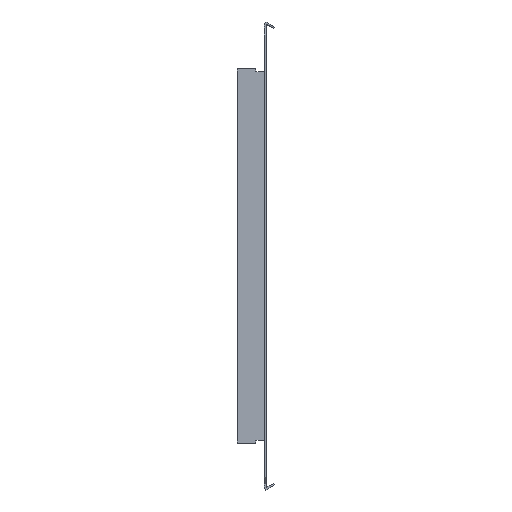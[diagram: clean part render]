
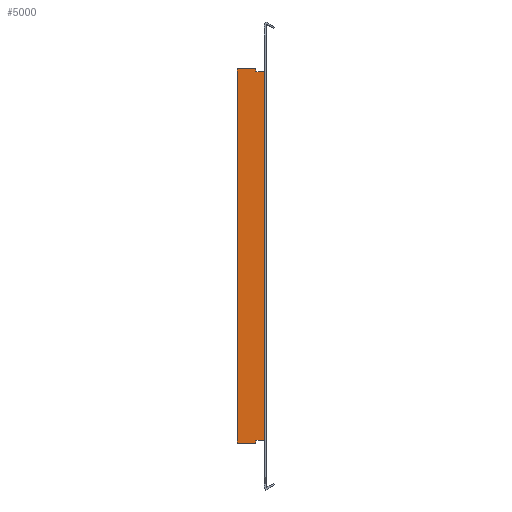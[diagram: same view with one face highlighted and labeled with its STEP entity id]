
A CAD part, left-side view. The second image highlights one B-rep face of the part: STEP entity #5000.
In plain terms, the highlighted planar face has unit normal (-1, 0, 0).
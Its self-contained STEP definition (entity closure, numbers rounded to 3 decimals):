
#216 = EDGE_CURVE ( 'NONE', #4538, #1044, #2642, .T. ) ;
#222 = VECTOR ( 'NONE', #2405, 1000. ) ;
#311 = VECTOR ( 'NONE', #4013, 1000. ) ;
#452 = CARTESIAN_POINT ( 'NONE',  ( 1.5, 21.5, 156.25 ) ) ;
#708 = LINE ( 'NONE', #7194, #7006 ) ;
#844 = VERTEX_POINT ( 'NONE', #2005 ) ;
#882 = CARTESIAN_POINT ( 'NONE',  ( 1.5, 5.75, 156.75 ) ) ;
#940 = ORIENTED_EDGE ( 'NONE', *, *, #1137, .F. ) ;
#944 = ORIENTED_EDGE ( 'NONE', *, *, #961, .F. ) ;
#961 = EDGE_CURVE ( 'NONE', #6210, #4538, #6236, .T. ) ;
#984 = VECTOR ( 'NONE', #1728, 1000. ) ;
#1031 = CARTESIAN_POINT ( 'NONE',  ( 1.5, 0., 156.25 ) ) ;
#1035 = CARTESIAN_POINT ( 'NONE',  ( 1.5, 0., 0. ) ) ;
#1044 = VERTEX_POINT ( 'NONE', #2371 ) ;
#1123 = CARTESIAN_POINT ( 'NONE',  ( 1.5, 21.5, -159.25 ) ) ;
#1137 = EDGE_CURVE ( 'NONE', #844, #2792, #708, .T. ) ;
#1168 = CARTESIAN_POINT ( 'NONE',  ( 1.5, 21.5, -156.25 ) ) ;
#1170 = DIRECTION ( 'NONE',  ( 0., 0., 1. ) ) ;
#1192 = VECTOR ( 'NONE', #2106, 1000. ) ;
#1194 = EDGE_CURVE ( 'NONE', #4266, #3331, #4339, .T. ) ;
#1207 = LINE ( 'NONE', #7032, #5151 ) ;
#1369 = CARTESIAN_POINT ( 'NONE',  ( 1.5, -1.5, 156.25 ) ) ;
#1402 = EDGE_CURVE ( 'NONE', #2078, #7576, #1207, .T. ) ;
#1410 = LINE ( 'NONE', #2631, #6285 ) ;
#1476 = ORIENTED_EDGE ( 'NONE', *, *, #5915, .F. ) ;
#1478 = DIRECTION ( 'NONE',  ( 0., 0., 1. ) ) ;
#1487 = DIRECTION ( 'NONE',  ( 0., 0., -1. ) ) ;
#1535 = ORIENTED_EDGE ( 'NONE', *, *, #216, .F. ) ;
#1612 = VECTOR ( 'NONE', #2186, 1000. ) ;
#1728 = DIRECTION ( 'NONE',  ( 0., 0., -1. ) ) ;
#1798 = LINE ( 'NONE', #7096, #2720 ) ;
#1891 = CARTESIAN_POINT ( 'NONE',  ( 1.5, 5.75, 156.75 ) ) ;
#2005 = CARTESIAN_POINT ( 'NONE',  ( 1.5, 5.75, -159.25 ) ) ;
#2078 = VERTEX_POINT ( 'NONE', #4993 ) ;
#2106 = DIRECTION ( 'NONE',  ( 0., 0., -1. ) ) ;
#2186 = DIRECTION ( 'NONE',  ( 0., 0., -1. ) ) ;
#2210 = VECTOR ( 'NONE', #1478, 1000. ) ;
#2211 = EDGE_CURVE ( 'NONE', #2440, #2792, #6853, .T. ) ;
#2242 = EDGE_CURVE ( 'NONE', #2078, #844, #6993, .T. ) ;
#2336 = VECTOR ( 'NONE', #5678, 1000. ) ;
#2371 = CARTESIAN_POINT ( 'NONE',  ( 1.5, -1.5, -156.25 ) ) ;
#2405 = DIRECTION ( 'NONE',  ( 0., 0., 1. ) ) ;
#2440 = VERTEX_POINT ( 'NONE', #7300 ) ;
#2631 = CARTESIAN_POINT ( 'NONE',  ( 1.5, 5.75, 156.75 ) ) ;
#2642 = LINE ( 'NONE', #4368, #1192 ) ;
#2720 = VECTOR ( 'NONE', #6451, 1000. ) ;
#2792 = VERTEX_POINT ( 'NONE', #1123 ) ;
#2921 = EDGE_LOOP ( 'NONE', ( #1476, #4795, #1535, #944, #6167, #5005, #5680, #5520, #7027, #3830, #6198, #940, #7399, #6421 ) ) ;
#2922 = EDGE_CURVE ( 'NONE', #6736, #4172, #6177, .T. ) ;
#3199 = EDGE_CURVE ( 'NONE', #3933, #6210, #3545, .T. ) ;
#3331 = VERTEX_POINT ( 'NONE', #6085 ) ;
#3378 = LINE ( 'NONE', #5069, #311 ) ;
#3400 = DIRECTION ( 'NONE',  ( -1., 0., 0. ) ) ;
#3419 = CARTESIAN_POINT ( 'NONE',  ( 1.5, 5.75, 0. ) ) ;
#3530 = DIRECTION ( 'NONE',  ( 0., 1., 0. ) ) ;
#3545 = LINE ( 'NONE', #5196, #6270 ) ;
#3830 = ORIENTED_EDGE ( 'NONE', *, *, #4066, .F. ) ;
#3885 = DIRECTION ( 'NONE',  ( 0., -1., 0. ) ) ;
#3933 = VERTEX_POINT ( 'NONE', #3946 ) ;
#3945 = CARTESIAN_POINT ( 'NONE',  ( 1.5, 21.5, -156.75 ) ) ;
#3946 = CARTESIAN_POINT ( 'NONE',  ( 1.5, 5.75, 156.25 ) ) ;
#4013 = DIRECTION ( 'NONE',  ( 0., -1., 0. ) ) ;
#4066 = EDGE_CURVE ( 'NONE', #2440, #6736, #4427, .T. ) ;
#4172 = VERTEX_POINT ( 'NONE', #4689 ) ;
#4266 = VERTEX_POINT ( 'NONE', #882 ) ;
#4339 = LINE ( 'NONE', #1891, #222 ) ;
#4368 = CARTESIAN_POINT ( 'NONE',  ( 1.5, -1.5, 0. ) ) ;
#4420 = EDGE_CURVE ( 'NONE', #4820, #1044, #1798, .T. ) ;
#4423 = DIRECTION ( 'NONE',  ( 0., -1., 0. ) ) ;
#4427 = LINE ( 'NONE', #452, #2336 ) ;
#4468 = FACE_OUTER_BOUND ( 'NONE', #2921, .T. ) ;
#4538 = VERTEX_POINT ( 'NONE', #1369 ) ;
#4539 = EDGE_CURVE ( 'NONE', #4266, #3933, #1410, .T. ) ;
#4565 = CARTESIAN_POINT ( 'NONE',  ( 1.5, -0.5, 156.25 ) ) ;
#4689 = CARTESIAN_POINT ( 'NONE',  ( 1.5, 21.5, 159.25 ) ) ;
#4795 = ORIENTED_EDGE ( 'NONE', *, *, #4420, .T. ) ;
#4820 = VERTEX_POINT ( 'NONE', #6310 ) ;
#4993 = CARTESIAN_POINT ( 'NONE',  ( 1.5, 5.75, -156.75 ) ) ;
#5000 = ADVANCED_FACE ( 'NONE', ( #4468 ), #6869, .T. ) ;
#5005 = ORIENTED_EDGE ( 'NONE', *, *, #4539, .F. ) ;
#5069 = CARTESIAN_POINT ( 'NONE',  ( 1.5, 0., 159.25 ) ) ;
#5151 = VECTOR ( 'NONE', #1170, 1000. ) ;
#5196 = CARTESIAN_POINT ( 'NONE',  ( 1.5, -1.5, 156.25 ) ) ;
#5520 = ORIENTED_EDGE ( 'NONE', *, *, #6525, .F. ) ;
#5545 = CARTESIAN_POINT ( 'NONE',  ( 1.5, 5.75, -156.25 ) ) ;
#5678 = DIRECTION ( 'NONE',  ( 0., 0., 1. ) ) ;
#5680 = ORIENTED_EDGE ( 'NONE', *, *, #1194, .T. ) ;
#5915 = EDGE_CURVE ( 'NONE', #4820, #7576, #6453, .T. ) ;
#5926 = AXIS2_PLACEMENT_3D ( 'NONE', #1035, #3400, #4423 ) ;
#5998 = CARTESIAN_POINT ( 'NONE',  ( 1.5, 21.5, 156.75 ) ) ;
#6085 = CARTESIAN_POINT ( 'NONE',  ( 1.5, 5.75, 159.25 ) ) ;
#6167 = ORIENTED_EDGE ( 'NONE', *, *, #3199, .F. ) ;
#6177 = LINE ( 'NONE', #6639, #2210 ) ;
#6198 = ORIENTED_EDGE ( 'NONE', *, *, #2211, .T. ) ;
#6210 = VERTEX_POINT ( 'NONE', #4565 ) ;
#6236 = LINE ( 'NONE', #1031, #7603 ) ;
#6270 = VECTOR ( 'NONE', #7582, 1000. ) ;
#6285 = VECTOR ( 'NONE', #1487, 1000. ) ;
#6310 = CARTESIAN_POINT ( 'NONE',  ( 1.5, -0.5, -156.25 ) ) ;
#6421 = ORIENTED_EDGE ( 'NONE', *, *, #1402, .T. ) ;
#6451 = DIRECTION ( 'NONE',  ( 0., -1., 0. ) ) ;
#6453 = LINE ( 'NONE', #1168, #6707 ) ;
#6525 = EDGE_CURVE ( 'NONE', #4172, #3331, #3378, .T. ) ;
#6639 = CARTESIAN_POINT ( 'NONE',  ( 1.5, 21.5, 0. ) ) ;
#6670 = DIRECTION ( 'NONE',  ( 0., 1., 0. ) ) ;
#6707 = VECTOR ( 'NONE', #3530, 1000. ) ;
#6736 = VERTEX_POINT ( 'NONE', #5998 ) ;
#6853 = LINE ( 'NONE', #3945, #1612 ) ;
#6869 = PLANE ( 'NONE',  #5926 ) ;
#6993 = LINE ( 'NONE', #3419, #984 ) ;
#7006 = VECTOR ( 'NONE', #6670, 1000. ) ;
#7027 = ORIENTED_EDGE ( 'NONE', *, *, #2922, .F. ) ;
#7032 = CARTESIAN_POINT ( 'NONE',  ( 1.5, 5.75, -156.75 ) ) ;
#7096 = CARTESIAN_POINT ( 'NONE',  ( 1.5, -0.5, -156.25 ) ) ;
#7194 = CARTESIAN_POINT ( 'NONE',  ( 1.5, 0., -159.25 ) ) ;
#7300 = CARTESIAN_POINT ( 'NONE',  ( 1.5, 21.5, -156.75 ) ) ;
#7399 = ORIENTED_EDGE ( 'NONE', *, *, #2242, .F. ) ;
#7576 = VERTEX_POINT ( 'NONE', #5545 ) ;
#7582 = DIRECTION ( 'NONE',  ( 0., -1., 0. ) ) ;
#7603 = VECTOR ( 'NONE', #3885, 1000. ) ;
